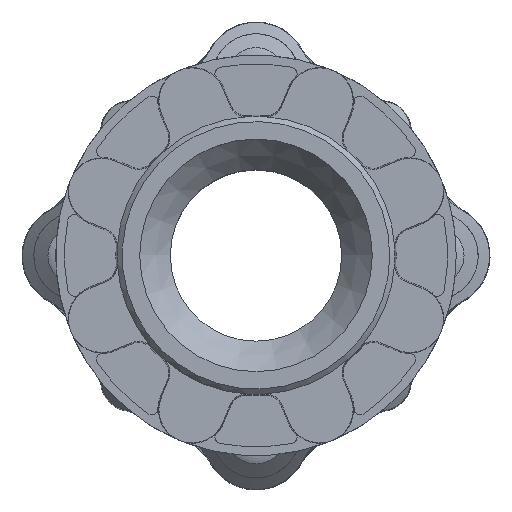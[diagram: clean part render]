
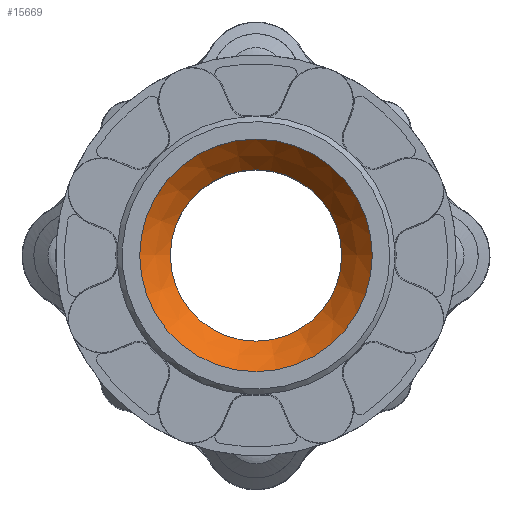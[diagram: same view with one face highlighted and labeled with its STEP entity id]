
A CAD part, top view. The second image highlights one B-rep face of the part: STEP entity #15669.
In plain terms, the highlighted conical face has half-angle 42.145 degrees and reference radius 49 mm.
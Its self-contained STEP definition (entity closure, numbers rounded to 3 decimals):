
#2358 = EDGE_CURVE ( 'NONE', #11651, #11651, #6659, .T. ) ;
#2359 = EDGE_CURVE ( 'NONE', #11656, #11656, #6660, .T. ) ;
#5524 = AXIS2_PLACEMENT_3D ( 'NONE', #18740, #18707, #18765 ) ;
#5525 = AXIS2_PLACEMENT_3D ( 'NONE', #18770, #18638, #18624 ) ;
#5921 = ORIENTED_EDGE ( 'NONE', *, *, #2358, .T. ) ;
#5922 = ORIENTED_EDGE ( 'NONE', *, *, #2359, .F. ) ;
#6568 = EDGE_LOOP ( 'NONE', ( #5922 ) ) ;
#6581 = EDGE_LOOP ( 'NONE', ( #5921 ) ) ;
#6659 = CIRCLE ( 'NONE', #5524, 66.5 ) ;
#6660 = CIRCLE ( 'NONE', #5525, 49. ) ;
#8418 = AXIS2_PLACEMENT_3D ( 'NONE', #12405, #12406, #12404 ) ;
#11634 = FACE_OUTER_BOUND ( 'NONE', #6581, .T. ) ;
#11637 = FACE_BOUND ( 'NONE', #6568, .T. ) ;
#11641 = CONICAL_SURFACE ( 'NONE', #8418, 49., 0.736 ) ;
#11651 = VERTEX_POINT ( 'NONE', #12679 ) ;
#11656 = VERTEX_POINT ( 'NONE', #12681 ) ;
#12404 = DIRECTION ( 'NONE',  ( 1., 0., 0. ) ) ;
#12405 = CARTESIAN_POINT ( 'NONE',  ( 0., 0., 23.169 ) ) ;
#12406 = DIRECTION ( 'NONE',  ( 0., 0., 1. ) ) ;
#12679 = CARTESIAN_POINT ( 'NONE',  ( 66.5, 0., 42.506 ) ) ;
#12681 = CARTESIAN_POINT ( 'NONE',  ( 49., 0., 23.169 ) ) ;
#15669 = ADVANCED_FACE ( 'NONE', ( #11634, #11637 ), #11641, .F. ) ;
#18624 = DIRECTION ( 'NONE',  ( 1., 0., 0. ) ) ;
#18638 = DIRECTION ( 'NONE',  ( 0., 0., 1. ) ) ;
#18707 = DIRECTION ( 'NONE',  ( 0., 0., 1. ) ) ;
#18740 = CARTESIAN_POINT ( 'NONE',  ( 0., 0., 42.506 ) ) ;
#18765 = DIRECTION ( 'NONE',  ( 1., 0., 0. ) ) ;
#18770 = CARTESIAN_POINT ( 'NONE',  ( 0., 0., 23.169 ) ) ;
